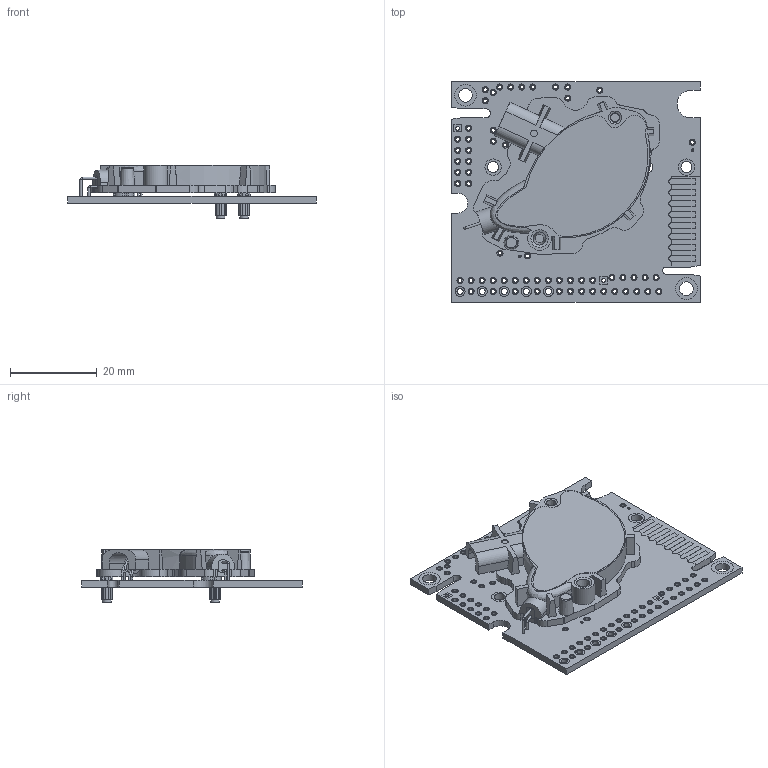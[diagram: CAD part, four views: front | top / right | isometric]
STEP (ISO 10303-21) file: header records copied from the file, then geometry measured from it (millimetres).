
FILE_DESCRIPTION(('FreeCAD Model'),'2;1');
FILE_NAME('SenseAir_K30.step','2018-03-27T14:59:24',('kicad StepUp'),('ksu MCAD'), 'Open CASCADE STEP processor 6.8','FreeCAD','Unknown');
FILE_SCHEMA(('AUTOMOTIVE_DESIGN_CC2 { 1 2 10303 214 -1 1 5 4 }'));
Length unit declared in the file: millimetre
Products named in the file (1): SenseAir_K30
Bounding box: 57.15 x 50.8 x 12.2 mm (x, y, z)
Volume: 10060.8 mm3; surface area: 10181.4 mm2
Topology: 1 solids, 2 shells, 872 faces, 2067 edges, 1340 vertices
Faces by surface type: cylinder 407, plane 378, bspline 54, torus 23, extrusion 5, cone 5
Full cylindrical faces by diameter (mm): 0.4 x2, 0.45 x7, 0.5 x4, 0.6 x4, 0.9 x62, 1 x4, 1.4 x125, 1.5 x1, 2 x2, 2.3 x10, 2.4 x1, 2.54 x2, 3.15 x1, 3.18 x1, 3.6 x4, 3.74 x4, 4.6 x1, 4.95 x2, 4.98 x2, 5 x2
Entity records: 46487 total; most frequent: CARTESIAN_POINT 19770, DIRECTION 4297, ORIENTED_EDGE 4126, EDGE_CURVE 2063, AXIS2_PLACEMENT_3D 1706, VERTEX_POINT 1340, FACE_BOUND 1209, EDGE_LOOP 1209
